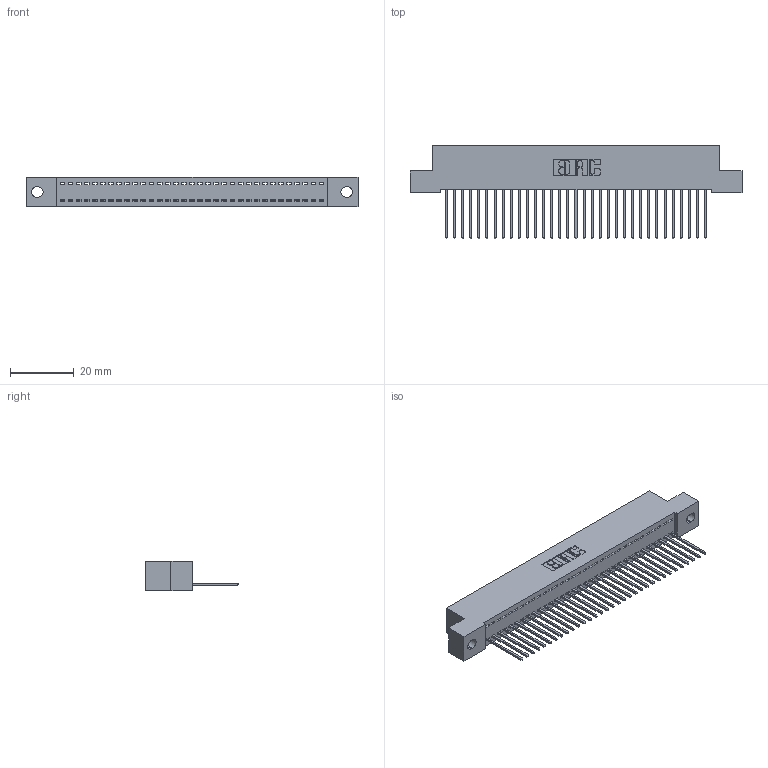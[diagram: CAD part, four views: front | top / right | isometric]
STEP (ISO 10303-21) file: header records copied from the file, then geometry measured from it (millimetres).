
FILE_DESCRIPTION (( 'STEP AP203' ), '1' );
FILE_NAME ('392-033-540-102.STEP', '2018-08-16T00:49:12', ( '' ), ( '' ), 'SwSTEP 2.0', 'SolidWorks 2016', '' );
FILE_SCHEMA (( 'CONFIG_CONTROL_DESIGN' ));
Length unit declared in the file: inch
Products named in the file (3): 342 Part_.128 Slot; 345-292-001_345-293-140; 392-033-540-102
Assembly tree (34 placements, depth 2):
  392-033-540-102
    342 Part_.128 Slot
    345-292-001_345-293-140  x33
Bounding box: 104.14 x 29.47 x 9.4 mm (x, y, z)
Volume: 9090.4 mm3; surface area: 13249.4 mm2
Topology: 34 solids, 34 shells, 2028 faces, 6119 edges, 4034 vertices
Faces by surface type: plane 1456, cylinder 572
Entity records: 21359 total; most frequent: CARTESIAN_POINT 3693, ORIENTED_EDGE 3662, DIRECTION 3133, EDGE_CURVE 1831, LINE 1703, VECTOR 1703, VERTEX_POINT 1218, AXIS2_PLACEMENT_3D 715
